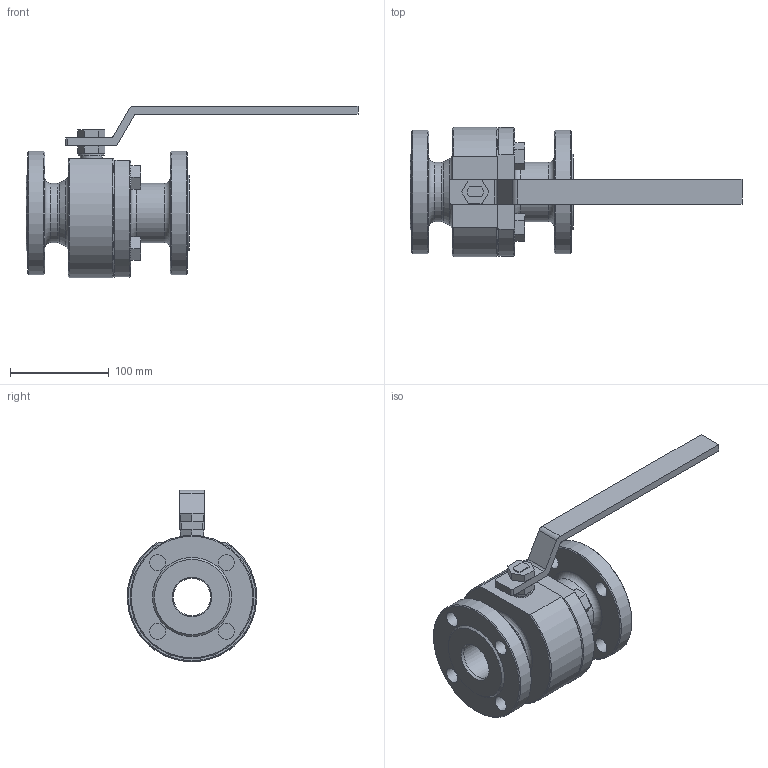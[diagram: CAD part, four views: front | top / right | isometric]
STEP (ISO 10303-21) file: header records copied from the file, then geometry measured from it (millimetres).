
FILE_DESCRIPTION( ( 'STEP AP214' ), '1' );
FILE_NAME( ' ', ' ', ( ' ' ), ( ' ' ), 'PSStep 13.0', 'VISI 18.0', ' ' );
FILE_SCHEMA( ( 'AUTOMOTIVE_DESIGN { 1 0 10303 214 1 1 1 1 }' ) );
Length unit declared in the file: millimetre
Products named in the file (1): 1
Bounding box: 336 x 130.94 x 173.5 mm (x, y, z)
Volume: 1192473.5 mm3; surface area: 183626 mm2
Topology: 1 solids, 7 shells, 173 faces, 379 edges, 242 vertices
Faces by surface type: plane 98, cylinder 46, cone 24, torus 5
Full cylindrical faces by diameter (mm): 14 x4, 16 x8, 16.5 x1, 18 x4, 22 x1, 24 x1, 26 x1, 38 x2, 40 x2, 50.5 x2, 60 x2, 61.9 x1, 62.4 x1, 65 x1, 69.4 x1, 71.5 x1, 77.5 x1, 125 x2
Entity records: 5848 total; most frequent: CARTESIAN_POINT 829, DIRECTION 772, ORIENTED_EDGE 608, EDGE_CURVE 304, AXIS2_PLACEMENT_3D 303, EDGE_LOOP 279, VERTEX_POINT 233, FACE_OUTER_BOUND 214
